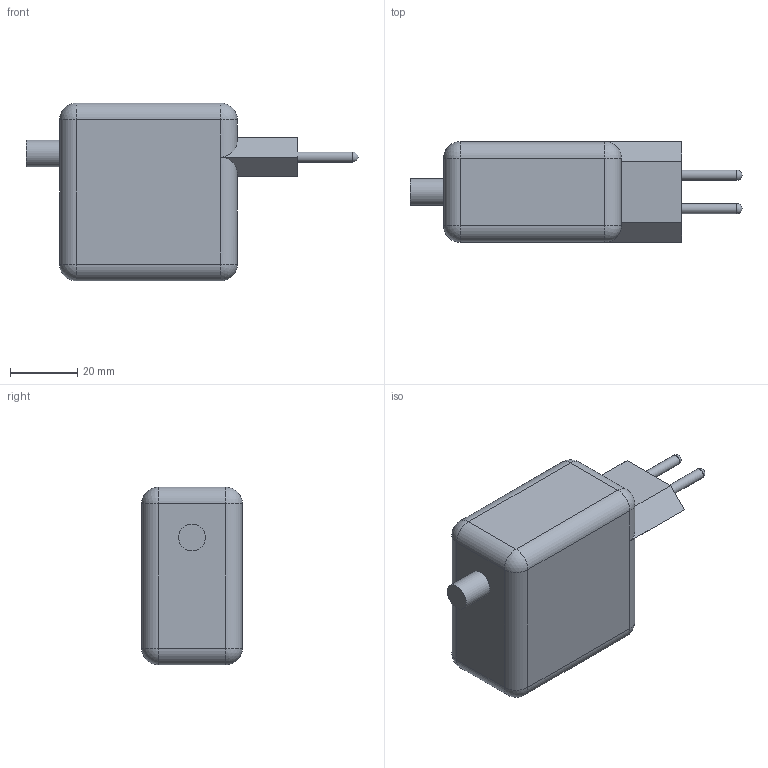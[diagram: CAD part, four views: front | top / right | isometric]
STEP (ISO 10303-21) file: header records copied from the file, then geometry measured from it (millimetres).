
FILE_DESCRIPTION(/* description */ (''),/* implementation_level */ '2;1');
FILE_NAME(/* name */ 'PSU.step',/* time_stamp */ '2024-09-27T16:28:59+02:00',/* author */ (''),/* organization */ (''),/* preprocessor_version */ 'ST-DEVELOPER v20',/* originating_system */ 'Autodesk Translation Framework v13.20.0.188',/* authorisation */ '');
FILE_SCHEMA (('AUTOMOTIVE_DESIGN { 1 0 10303 214 3 1 1 }'));
Length unit declared in the file: millimetre
Products named in the file (1): #SW08x01 - Charger
Bounding box: 99 x 30 x 53 mm (x, y, z)
Volume: 87382.3 mm3; surface area: 12636.6 mm2
Topology: 1 solids, 1 shells, 42 faces, 89 edges, 50 vertices
Faces by surface type: cylinder 17, plane 15, sphere 10
Full cylindrical faces by diameter (mm): 3 x2, 8 x1
Entity records: 1137 total; most frequent: DIRECTION 211, CARTESIAN_POINT 180, ORIENTED_EDGE 174, EDGE_CURVE 87, AXIS2_PLACEMENT_3D 81, VERTEX_POINT 50, LINE 49, VECTOR 49
